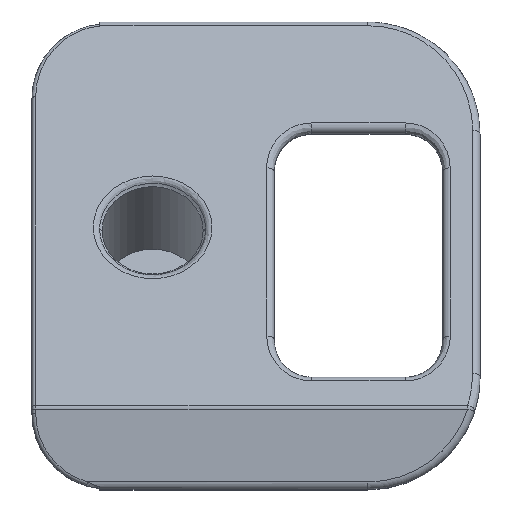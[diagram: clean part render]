
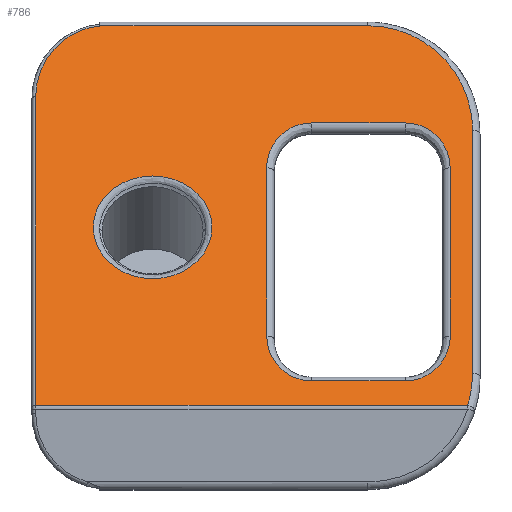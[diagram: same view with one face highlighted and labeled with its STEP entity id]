
A CAD part, top view. The second image highlights one B-rep face of the part: STEP entity #786.
In plain terms, the highlighted planar face has unit normal (0, 0.5, 0.866).
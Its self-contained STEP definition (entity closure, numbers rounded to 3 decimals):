
#20=FACE_BOUND('',#239,.T.);
#21=FACE_BOUND('',#240,.T.);
#24=PLANE('',#849);
#44=LINE('',#1296,#95);
#48=LINE('',#1375,#99);
#49=LINE('',#1377,#100);
#50=LINE('',#1381,#101);
#51=LINE('',#1384,#102);
#52=LINE('',#1391,#103);
#53=LINE('',#1395,#104);
#54=LINE('',#1399,#105);
#55=LINE('',#1402,#106);
#95=VECTOR('',#953,10.);
#99=VECTOR('',#977,10.);
#100=VECTOR('',#978,10.);
#101=VECTOR('',#981,10.);
#102=VECTOR('',#984,10.);
#103=VECTOR('',#989,10.);
#104=VECTOR('',#992,10.);
#105=VECTOR('',#995,10.);
#106=VECTOR('',#998,10.);
#167=ELLIPSE('',#837,4.388,3.8);
#168=ELLIPSE('',#850,6.466,5.6);
#169=ELLIPSE('',#851,6.466,5.6);
#170=ELLIPSE('',#853,2.771,2.4);
#171=ELLIPSE('',#854,2.771,2.4);
#172=ELLIPSE('',#855,2.771,2.4);
#173=ELLIPSE('',#856,2.771,2.4);
#187=FACE_OUTER_BOUND('',#238,.T.);
#238=EDGE_LOOP('',(#559,#560,#561,#562,#563,#564,#565,#566));
#239=EDGE_LOOP('',(#567));
#240=EDGE_LOOP('',(#568,#569,#570,#571,#572,#573,#574,#575));
#297=CIRCLE('',#852,3.173);
#344=VERTEX_POINT('',#1266);
#347=VERTEX_POINT('',#1289);
#349=VERTEX_POINT('',#1294);
#358=VERTEX_POINT('',#1374);
#359=VERTEX_POINT('',#1376);
#360=VERTEX_POINT('',#1378);
#361=VERTEX_POINT('',#1380);
#362=VERTEX_POINT('',#1382);
#363=VERTEX_POINT('',#1385);
#364=VERTEX_POINT('',#1387);
#365=VERTEX_POINT('',#1388);
#366=VERTEX_POINT('',#1390);
#367=VERTEX_POINT('',#1392);
#368=VERTEX_POINT('',#1394);
#369=VERTEX_POINT('',#1396);
#370=VERTEX_POINT('',#1398);
#371=VERTEX_POINT('',#1400);
#419=EDGE_CURVE('',#347,#344,#167,.T.);
#421=EDGE_CURVE('',#349,#347,#44,.T.);
#435=EDGE_CURVE('',#344,#358,#48,.T.);
#436=EDGE_CURVE('',#359,#349,#49,.T.);
#437=EDGE_CURVE('',#360,#359,#168,.T.);
#438=EDGE_CURVE('',#361,#360,#50,.T.);
#439=EDGE_CURVE('',#362,#361,#169,.T.);
#440=EDGE_CURVE('',#358,#362,#51,.T.);
#441=EDGE_CURVE('',#363,#363,#297,.T.);
#442=EDGE_CURVE('',#364,#365,#170,.T.);
#443=EDGE_CURVE('',#366,#364,#52,.T.);
#444=EDGE_CURVE('',#367,#366,#171,.T.);
#445=EDGE_CURVE('',#368,#367,#53,.T.);
#446=EDGE_CURVE('',#369,#368,#172,.T.);
#447=EDGE_CURVE('',#370,#369,#54,.T.);
#448=EDGE_CURVE('',#371,#370,#173,.T.);
#449=EDGE_CURVE('',#365,#371,#55,.T.);
#559=ORIENTED_EDGE('',*,*,#435,.F.);
#560=ORIENTED_EDGE('',*,*,#419,.F.);
#561=ORIENTED_EDGE('',*,*,#421,.F.);
#562=ORIENTED_EDGE('',*,*,#436,.F.);
#563=ORIENTED_EDGE('',*,*,#437,.F.);
#564=ORIENTED_EDGE('',*,*,#438,.F.);
#565=ORIENTED_EDGE('',*,*,#439,.F.);
#566=ORIENTED_EDGE('',*,*,#440,.F.);
#567=ORIENTED_EDGE('',*,*,#441,.F.);
#568=ORIENTED_EDGE('',*,*,#442,.F.);
#569=ORIENTED_EDGE('',*,*,#443,.F.);
#570=ORIENTED_EDGE('',*,*,#444,.F.);
#571=ORIENTED_EDGE('',*,*,#445,.F.);
#572=ORIENTED_EDGE('',*,*,#446,.F.);
#573=ORIENTED_EDGE('',*,*,#447,.F.);
#574=ORIENTED_EDGE('',*,*,#448,.F.);
#575=ORIENTED_EDGE('',*,*,#449,.F.);
#786=ADVANCED_FACE('',(#187,#20,#21),#24,.T.);
#837=AXIS2_PLACEMENT_3D('',#1291,#947,#948);
#849=AXIS2_PLACEMENT_3D('',#1373,#975,#976);
#850=AXIS2_PLACEMENT_3D('',#1379,#979,#980);
#851=AXIS2_PLACEMENT_3D('',#1383,#982,#983);
#852=AXIS2_PLACEMENT_3D('',#1386,#985,#986);
#853=AXIS2_PLACEMENT_3D('',#1389,#987,#988);
#854=AXIS2_PLACEMENT_3D('',#1393,#990,#991);
#855=AXIS2_PLACEMENT_3D('',#1397,#993,#994);
#856=AXIS2_PLACEMENT_3D('',#1401,#996,#997);
#947=DIRECTION('center_axis',(0.,-0.5,-0.866));
#948=DIRECTION('ref_axis',(0.,0.866,-0.5));
#953=DIRECTION('',(0.,0.866,-0.5));
#975=DIRECTION('center_axis',(0.,0.5,0.866));
#976=DIRECTION('ref_axis',(0.,-0.866,0.5));
#977=DIRECTION('',(0.,0.866,-0.5));
#978=DIRECTION('',(-1.,0.,0.));
#979=DIRECTION('center_axis',(0.,-0.5,-0.866));
#980=DIRECTION('ref_axis',(0.,-0.866,0.5));
#981=DIRECTION('',(0.,-0.866,0.5));
#982=DIRECTION('center_axis',(0.,-0.5,-0.866));
#983=DIRECTION('ref_axis',(0.,0.866,-0.5));
#984=DIRECTION('',(1.,0.,0.));
#985=DIRECTION('center_axis',(0.,0.5,0.866));
#986=DIRECTION('ref_axis',(-1.,0.,0.));
#987=DIRECTION('center_axis',(0.,0.5,0.866));
#988=DIRECTION('ref_axis',(0.,-0.866,0.5));
#989=DIRECTION('',(0.,-0.866,0.5));
#990=DIRECTION('center_axis',(0.,0.5,0.866));
#991=DIRECTION('ref_axis',(0.,0.866,-0.5));
#992=DIRECTION('',(-1.,0.,0.));
#993=DIRECTION('center_axis',(0.,0.5,0.866));
#994=DIRECTION('ref_axis',(0.,0.866,-0.5));
#995=DIRECTION('',(0.,0.866,-0.5));
#996=DIRECTION('center_axis',(0.,0.5,0.866));
#997=DIRECTION('ref_axis',(0.,-0.866,0.5));
#998=DIRECTION('',(1.,0.,0.));
#1266=CARTESIAN_POINT('',(2.684,12.684,12.411));
#1289=CARTESIAN_POINT('',(-0.747,8.902,14.595));
#1291=CARTESIAN_POINT('Origin',(3.053,8.902,14.595));
#1294=CARTESIAN_POINT('',(-0.747,-7.608,24.127));
#1296=CARTESIAN_POINT('',(-0.747,7.469,15.422));
#1373=CARTESIAN_POINT('Origin',(-12.,12.9,12.287));
#1374=CARTESIAN_POINT('',(2.684,12.7,12.402));
#1375=CARTESIAN_POINT('',(2.684,15.279,10.913));
#1376=CARTESIAN_POINT('',(22.333,-7.608,24.127));
#1377=CARTESIAN_POINT('',(5.5,-7.608,24.127));
#1378=CARTESIAN_POINT('',(22.6,-5.9,23.141));
#1379=CARTESIAN_POINT('Origin',(17.,-5.9,23.141));
#1380=CARTESIAN_POINT('',(22.6,7.1,15.635));
#1381=CARTESIAN_POINT('',(22.6,7.794,15.235));
#1382=CARTESIAN_POINT('',(17.,12.7,12.402));
#1383=CARTESIAN_POINT('Origin',(17.,7.1,15.635));
#1384=CARTESIAN_POINT('',(-12.,12.7,12.402));
#1385=CARTESIAN_POINT('',(8.673,1.916,18.628));
#1386=CARTESIAN_POINT('Origin',(5.5,1.916,18.628));
#1387=CARTESIAN_POINT('',(11.6,-3.9,21.986));
#1388=CARTESIAN_POINT('',(14.,-6.3,23.372));
#1389=CARTESIAN_POINT('Origin',(14.,-3.9,21.986));
#1390=CARTESIAN_POINT('',(11.6,5.1,16.79));
#1391=CARTESIAN_POINT('',(11.6,7.794,15.235));
#1392=CARTESIAN_POINT('',(14.,7.5,15.404));
#1393=CARTESIAN_POINT('Origin',(14.,5.1,16.79));
#1394=CARTESIAN_POINT('',(19.,7.5,15.404));
#1395=CARTESIAN_POINT('',(4.5,7.5,15.404));
#1396=CARTESIAN_POINT('',(21.4,5.1,16.79));
#1397=CARTESIAN_POINT('Origin',(19.,5.1,16.79));
#1398=CARTESIAN_POINT('',(21.4,-3.9,21.986));
#1399=CARTESIAN_POINT('',(21.4,7.794,15.235));
#1400=CARTESIAN_POINT('',(19.,-6.3,23.372));
#1401=CARTESIAN_POINT('Origin',(19.,-3.9,21.986));
#1402=CARTESIAN_POINT('',(4.5,-6.3,23.372));
